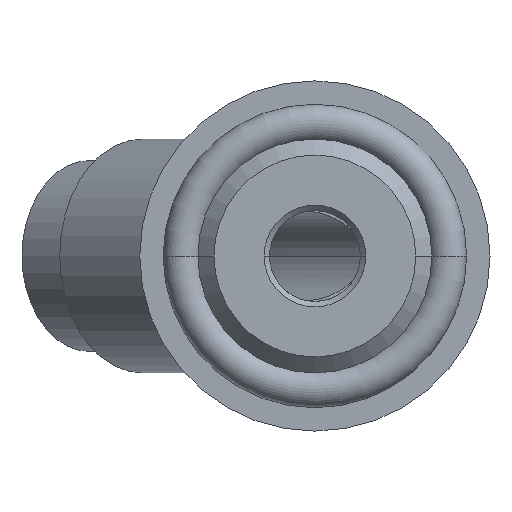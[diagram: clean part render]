
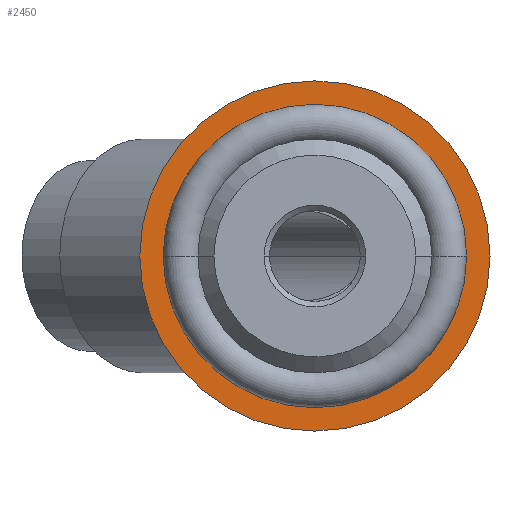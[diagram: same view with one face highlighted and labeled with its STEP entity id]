
A CAD part, front view. The second image highlights one B-rep face of the part: STEP entity #2450.
In plain terms, the highlighted planar face has unit normal (0, -1, 0).
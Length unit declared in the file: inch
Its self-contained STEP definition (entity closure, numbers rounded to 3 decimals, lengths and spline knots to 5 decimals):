
#1248=CARTESIAN_POINT('',(0.,0.365,0.));
#1249=DIRECTION('',(0.,1.,0.));
#1250=DIRECTION('',(1.,0.,0.));
#1251=AXIS2_PLACEMENT_3D('',#1248,#1249,#1250);
#1256=CARTESIAN_POINT('',(0.,0.365,0.));
#1257=DIRECTION('',(0.,1.,0.));
#1258=DIRECTION('',(-1.,0.,0.));
#1259=AXIS2_PLACEMENT_3D('',#1256,#1257,#1258);
#1264=CARTESIAN_POINT('',(0.,0.365,0.));
#1265=DIRECTION('',(0.,-1.,0.));
#1266=DIRECTION('',(1.,0.,0.));
#1267=AXIS2_PLACEMENT_3D('',#1264,#1265,#1266);
#1272=CARTESIAN_POINT('',(0.,0.365,0.));
#1273=DIRECTION('',(0.,-1.,0.));
#1274=DIRECTION('',(-1.,0.,0.));
#1275=AXIS2_PLACEMENT_3D('',#1272,#1273,#1274);
#1425=CARTESIAN_POINT('',(0.3275,0.365,0.));
#1426=CARTESIAN_POINT('',(-0.3275,0.365,0.));
#1427=VERTEX_POINT('',#1425);
#1428=VERTEX_POINT('',#1426);
#1457=CARTESIAN_POINT('',(0.26678,0.365,0.));
#1458=CARTESIAN_POINT('',(-0.26678,0.365,0.));
#1459=VERTEX_POINT('',#1457);
#1460=VERTEX_POINT('',#1458);
#2434=CARTESIAN_POINT('',(0.,0.365,0.));
#2435=DIRECTION('',(0.,1.,0.));
#2436=DIRECTION('',(1.,0.,0.));
#2437=AXIS2_PLACEMENT_3D('',#2434,#2435,#2436);
#2438=PLANE('',#2437);
#2439=ORIENTED_EDGE('',*,*,#2412,.T.);
#2441=ORIENTED_EDGE('',*,*,#2440,.T.);
#2442=EDGE_LOOP('',(#2439,#2441));
#2443=FACE_OUTER_BOUND('',#2442,.F.);
#2445=ORIENTED_EDGE('',*,*,#2444,.T.);
#2447=ORIENTED_EDGE('',*,*,#2446,.T.);
#2448=EDGE_LOOP('',(#2445,#2447));
#2449=FACE_BOUND('',#2448,.F.);
#2450=ADVANCED_FACE('',(#2443,#2449),#2438,.F.);
#1252=CIRCLE('',#1251,0.3275);
#1260=CIRCLE('',#1259,0.3275);
#1268=CIRCLE('',#1267,0.26678);
#1276=CIRCLE('',#1275,0.26678);
#2412=EDGE_CURVE('',#1427,#1428,#1252,.T.);
#2440=EDGE_CURVE('',#1428,#1427,#1260,.T.);
#2444=EDGE_CURVE('',#1459,#1460,#1268,.T.);
#2446=EDGE_CURVE('',#1460,#1459,#1276,.T.);
